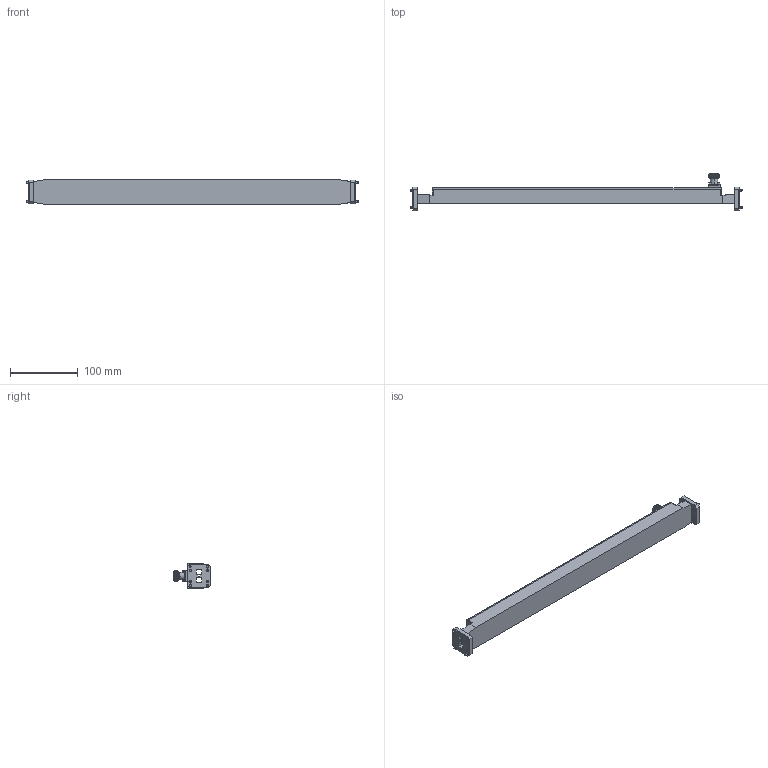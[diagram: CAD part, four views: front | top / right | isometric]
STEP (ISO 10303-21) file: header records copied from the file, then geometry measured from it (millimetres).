
FILE_DESCRIPTION (( 'STEP AP214' ), '1' );
FILE_NAME ('FMWRD650CP02-10_3D.step', '2023-05-23T23:46:52', ( '' ), ( '' ), 'SwSTEP 2.0', 'SolidWorks 2022', '' );
FILE_SCHEMA (( 'AUTOMOTIVE_DESIGN' ));
Length unit declared in the file: inch
Products named in the file (1): FMWRD650CP02-10_3D
Bounding box: 488.7 x 55.5 x 36.5 mm (x, y, z)
Volume: 336426.7 mm3; surface area: 97229 mm2
Topology: 1 solids, 1 shells, 2136 faces, 5560 edges, 3623 vertices
Faces by surface type: plane 1024, cone 631, cylinder 350, bspline 131
Entity records: 108675 total; most frequent: CARTESIAN_POINT 59081, ORIENTED_EDGE 11120, DIRECTION 9305, EDGE_CURVE 5560, VERTEX_POINT 3623, AXIS2_PLACEMENT_3D 3465, LINE 2375, VECTOR 2375
